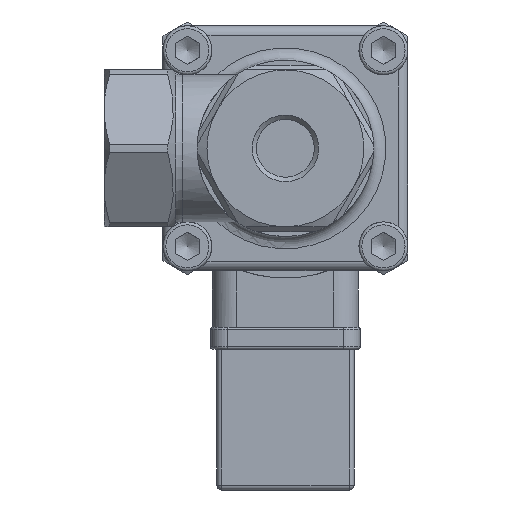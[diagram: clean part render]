
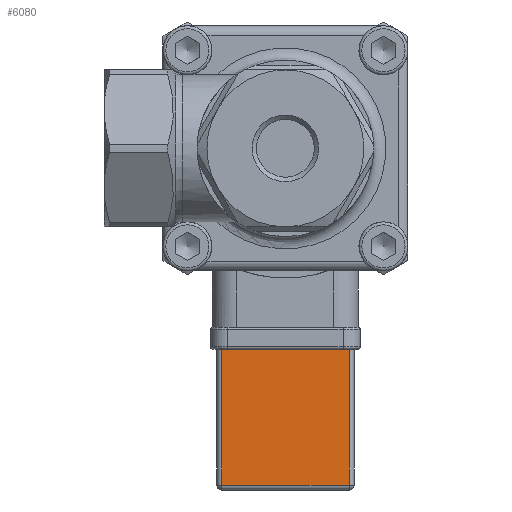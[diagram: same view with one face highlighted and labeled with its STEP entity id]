
A CAD part, left-side view. The second image highlights one B-rep face of the part: STEP entity #6080.
In plain terms, the highlighted planar face has unit normal (-1, 0, 0).
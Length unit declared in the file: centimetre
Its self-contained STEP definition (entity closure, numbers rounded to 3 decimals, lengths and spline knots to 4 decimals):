
#447=LINE('',#9405,#773);
#479=LINE('',#9569,#805);
#480=LINE('',#9573,#806);
#481=LINE('',#9574,#807);
#773=VECTOR('',#7418,2.6);
#805=VECTOR('',#7556,2.77);
#806=VECTOR('',#7561,2.77);
#807=VECTOR('',#7562,2.6);
#1762=PLANE('',#6559);
#1995=FACE_OUTER_BOUND('',#2366,.T.);
#2366=EDGE_LOOP('',(#4624,#4625,#4626,#4627));
#2897=VERTEX_POINT('',#9401);
#2899=VERTEX_POINT('',#9404);
#2944=VERTEX_POINT('',#9568);
#2945=VERTEX_POINT('',#9572);
#3511=EDGE_CURVE('',#2899,#2897,#447,.T.);
#3576=EDGE_CURVE('',#2899,#2944,#479,.T.);
#3578=EDGE_CURVE('',#2945,#2897,#480,.T.);
#3579=EDGE_CURVE('',#2944,#2945,#481,.T.);
#4624=ORIENTED_EDGE('',*,*,#3511,.T.);
#4625=ORIENTED_EDGE('',*,*,#3578,.F.);
#4626=ORIENTED_EDGE('',*,*,#3579,.F.);
#4627=ORIENTED_EDGE('',*,*,#3576,.F.);
#6080=ADVANCED_FACE('',(#1995),#1762,.T.);
#6559=AXIS2_PLACEMENT_3D('',#9571,#7559,#7560);
#7418=DIRECTION('',(0.,1.,0.));
#7556=DIRECTION('',(0.,0.,-1.));
#7559=DIRECTION('center_axis',(-1.,0.,0.));
#7560=DIRECTION('ref_axis',(0.,0.,-1.));
#7561=DIRECTION('',(0.,0.,1.));
#7562=DIRECTION('',(0.,1.,0.));
#9401=CARTESIAN_POINT('',(5.85,1.3,-4.1));
#9404=CARTESIAN_POINT('',(5.85,-1.3,-4.1));
#9405=CARTESIAN_POINT('',(5.85,-0.7,-4.1));
#9568=CARTESIAN_POINT('',(5.85,-1.3,-6.87));
#9569=CARTESIAN_POINT('',(5.85,-1.3,-6.97));
#9571=CARTESIAN_POINT('Origin',(5.85,-1.4,-6.97));
#9572=CARTESIAN_POINT('',(5.85,1.3,-6.87));
#9573=CARTESIAN_POINT('',(5.85,1.3,-6.97));
#9574=CARTESIAN_POINT('',(5.85,-0.7,-6.87));
